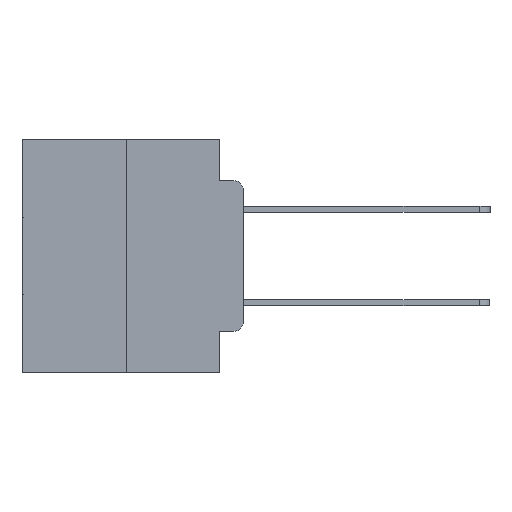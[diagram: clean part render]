
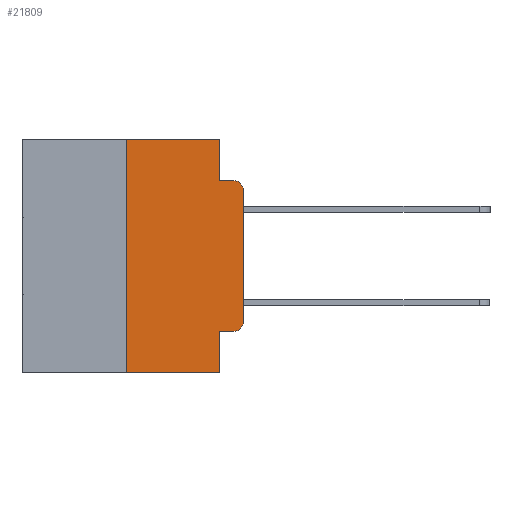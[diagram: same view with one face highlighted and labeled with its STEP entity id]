
A CAD part, left-side view. The second image highlights one B-rep face of the part: STEP entity #21809.
In plain terms, the highlighted planar face has unit normal (-1, 0, 0).
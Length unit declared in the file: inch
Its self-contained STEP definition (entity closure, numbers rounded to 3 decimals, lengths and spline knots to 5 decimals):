
#113 = DIRECTION ( 'NONE',  ( 1., 0., 0. ) ) ;
#117 = DIRECTION ( 'NONE',  ( 0., 0., 1. ) ) ;
#893 = DIRECTION ( 'NONE',  ( 0., -1., 0. ) ) ;
#996 = CARTESIAN_POINT ( 'NONE',  ( 0., 0.051, -0.4115 ) ) ;
#1812 = CARTESIAN_POINT ( 'NONE',  ( 0., 0.051, 0. ) ) ;
#3012 = CARTESIAN_POINT ( 'NONE',  ( 0., 0.051, 0. ) ) ;
#3329 = AXIS2_PLACEMENT_3D ( 'NONE', #25179, #113, #16330 ) ;
#3742 = CARTESIAN_POINT ( 'NONE',  ( 0., 0.051, -0.0885 ) ) ;
#4097 = EDGE_CURVE ( 'NONE', #9773, #24136, #4952, .T. ) ;
#4652 = VERTEX_POINT ( 'NONE', #7969 ) ;
#4952 = LINE ( 'NONE', #11351, #11069 ) ;
#5179 = CARTESIAN_POINT ( 'NONE',  ( 0., 0., -0.3915 ) ) ;
#5398 = VERTEX_POINT ( 'NONE', #6932 ) ;
#5670 = ORIENTED_EDGE ( 'NONE', *, *, #13424, .F. ) ;
#5696 = EDGE_CURVE ( 'NONE', #25084, #19047, #29130, .T. ) ;
#5711 = ORIENTED_EDGE ( 'NONE', *, *, #19540, .F. ) ;
#5802 = CARTESIAN_POINT ( 'NONE',  ( 0., 0., -0.1085 ) ) ;
#6063 = CARTESIAN_POINT ( 'NONE',  ( 0., 0.02, -0.1085 ) ) ;
#6064 = DIRECTION ( 'NONE',  ( 0., -1., 0. ) ) ;
#6465 = DIRECTION ( 'NONE',  ( 0., 0., -1. ) ) ;
#6932 = CARTESIAN_POINT ( 'NONE',  ( 0., 0.051, -0.0885 ) ) ;
#7057 = CARTESIAN_POINT ( 'NONE',  ( 0., 0.25, 0. ) ) ;
#7068 = DIRECTION ( 'NONE',  ( 0., 0., 1. ) ) ;
#7153 = LINE ( 'NONE', #9106, #24528 ) ;
#7271 = DIRECTION ( 'NONE',  ( 0., 0., -1. ) ) ;
#7283 = ORIENTED_EDGE ( 'NONE', *, *, #17776, .T. ) ;
#7969 = CARTESIAN_POINT ( 'NONE',  ( 0., 0.02, -0.0885 ) ) ;
#8434 = DIRECTION ( 'NONE',  ( 0., 0., -1. ) ) ;
#8738 = EDGE_CURVE ( 'NONE', #10171, #11548, #21847, .T. ) ;
#8831 = EDGE_CURVE ( 'NONE', #25084, #10626, #19745, .T. ) ;
#9106 = CARTESIAN_POINT ( 'NONE',  ( 0., 0.473, -0.5 ) ) ;
#9479 = FACE_OUTER_BOUND ( 'NONE', #10336, .T. ) ;
#9608 = ORIENTED_EDGE ( 'NONE', *, *, #28873, .T. ) ;
#9773 = VERTEX_POINT ( 'NONE', #13043 ) ;
#10171 = VERTEX_POINT ( 'NONE', #5179 ) ;
#10336 = EDGE_LOOP ( 'NONE', ( #19590, #18560, #17916, #5711, #14420, #5670, #7283, #21035, #16868, #9608 ) ) ;
#10459 = VECTOR ( 'NONE', #7068, 39.37008 ) ;
#10626 = VERTEX_POINT ( 'NONE', #14050 ) ;
#10842 = VERTEX_POINT ( 'NONE', #12495 ) ;
#11069 = VECTOR ( 'NONE', #20341, 39.37008 ) ;
#11351 = CARTESIAN_POINT ( 'NONE',  ( 0., 0.473, 0. ) ) ;
#11387 = DIRECTION ( 'NONE',  ( 0., -1., 0. ) ) ;
#11548 = VERTEX_POINT ( 'NONE', #5802 ) ;
#11673 = LINE ( 'NONE', #1812, #28775 ) ;
#12495 = CARTESIAN_POINT ( 'NONE',  ( 0., 0.25, -0.5 ) ) ;
#13043 = CARTESIAN_POINT ( 'NONE',  ( 0., 0.25, 0. ) ) ;
#13424 = EDGE_CURVE ( 'NONE', #10842, #9773, #26370, .T. ) ;
#13735 = CARTESIAN_POINT ( 'NONE',  ( 0., 0.02, -0.3915 ) ) ;
#14050 = CARTESIAN_POINT ( 'NONE',  ( 0., 0.051, -0.5 ) ) ;
#14065 = CIRCLE ( 'NONE', #27580, 0.02 ) ;
#14420 = ORIENTED_EDGE ( 'NONE', *, *, #4097, .F. ) ;
#16052 = DIRECTION ( 'NONE',  ( 0., 0., -1. ) ) ;
#16330 = DIRECTION ( 'NONE',  ( 0., 0., -1. ) ) ;
#16868 = ORIENTED_EDGE ( 'NONE', *, *, #5696, .T. ) ;
#17452 = VECTOR ( 'NONE', #893, 39.37008 ) ;
#17776 = EDGE_CURVE ( 'NONE', #10842, #10626, #7153, .T. ) ;
#17916 = ORIENTED_EDGE ( 'NONE', *, *, #25474, .F. ) ;
#18560 = ORIENTED_EDGE ( 'NONE', *, *, #26881, .T. ) ;
#19047 = VERTEX_POINT ( 'NONE', #23122 ) ;
#19540 = EDGE_CURVE ( 'NONE', #24136, #5398, #11673, .T. ) ;
#19590 = ORIENTED_EDGE ( 'NONE', *, *, #8738, .T. ) ;
#19745 = LINE ( 'NONE', #27526, #26925 ) ;
#20341 = DIRECTION ( 'NONE',  ( 0., -1., 0. ) ) ;
#20758 = PLANE ( 'NONE',  #3329 ) ;
#20770 = CARTESIAN_POINT ( 'NONE',  ( 0., 0., 0. ) ) ;
#21035 = ORIENTED_EDGE ( 'NONE', *, *, #8831, .F. ) ;
#21265 = VECTOR ( 'NONE', #117, 39.37008 ) ;
#21809 = ADVANCED_FACE ( 'NONE', ( #9479 ), #20758, .F. ) ;
#21847 = LINE ( 'NONE', #20770, #10459 ) ;
#22057 = DIRECTION ( 'NONE',  ( -1., 0., 0. ) ) ;
#23122 = CARTESIAN_POINT ( 'NONE',  ( 0., 0.02, -0.4115 ) ) ;
#23782 = VECTOR ( 'NONE', #6064, 39.37008 ) ;
#24136 = VERTEX_POINT ( 'NONE', #3012 ) ;
#24528 = VECTOR ( 'NONE', #11387, 39.37008 ) ;
#25084 = VERTEX_POINT ( 'NONE', #29268 ) ;
#25179 = CARTESIAN_POINT ( 'NONE',  ( 0., 0.473, 0. ) ) ;
#25474 = EDGE_CURVE ( 'NONE', #5398, #4652, #28840, .T. ) ;
#25589 = AXIS2_PLACEMENT_3D ( 'NONE', #6063, #22057, #8434 ) ;
#26000 = CIRCLE ( 'NONE', #25589, 0.02 ) ;
#26370 = LINE ( 'NONE', #7057, #21265 ) ;
#26881 = EDGE_CURVE ( 'NONE', #11548, #4652, #26000, .T. ) ;
#26925 = VECTOR ( 'NONE', #7271, 39.37008 ) ;
#27526 = CARTESIAN_POINT ( 'NONE',  ( 0., 0.051, 0. ) ) ;
#27580 = AXIS2_PLACEMENT_3D ( 'NONE', #13735, #29243, #16052 ) ;
#28775 = VECTOR ( 'NONE', #6465, 39.37008 ) ;
#28840 = LINE ( 'NONE', #3742, #23782 ) ;
#28873 = EDGE_CURVE ( 'NONE', #19047, #10171, #14065, .T. ) ;
#29130 = LINE ( 'NONE', #996, #17452 ) ;
#29243 = DIRECTION ( 'NONE',  ( -1., 0., 0. ) ) ;
#29268 = CARTESIAN_POINT ( 'NONE',  ( 0., 0.051, -0.4115 ) ) ;
